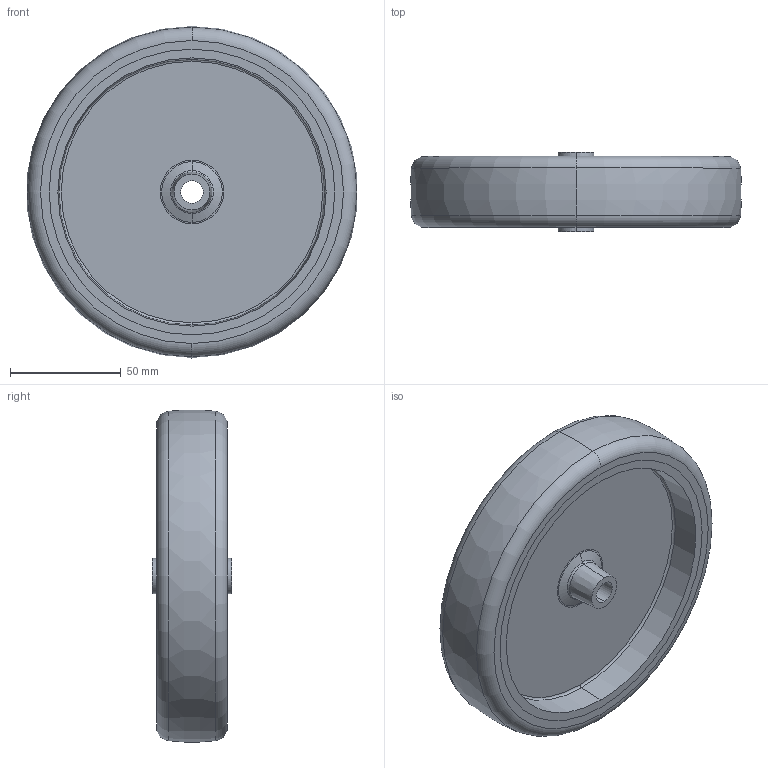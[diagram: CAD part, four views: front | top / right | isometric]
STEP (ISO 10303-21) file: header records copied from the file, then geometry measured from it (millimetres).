
FILE_DESCRIPTION(('STEP AP203'),'1');
FILE_NAME('BZM150WGR.STEP','2023-03-14T12:32:05',(' '),(' '),'Spatial InterOp 3D',' ',' ');
FILE_SCHEMA(('CONFIG_CONTROL_DESIGN'));
Length unit declared in the file: metre
Products named in the file (3): BZM150WGR; THERMOPLASTIC RUBBER TYRE; POLYPROPYLENE RIM
Assembly tree (2 placements, depth 2):
  BZM150WGR
    THERMOPLASTIC RUBBER TYRE
    POLYPROPYLENE RIM
Bounding box: 149.21 x 36 x 149.85 mm (x, y, z)
Volume: 249881.9 mm3; surface area: 85195.1 mm2
Topology: 2 solids, 2 shells, 44 faces, 88 edges, 52 vertices
Faces by surface type: torus 18, cone 12, plane 8, cylinder 6
Entity records: 1320 total; most frequent: DIRECTION 252, CARTESIAN_POINT 187, ORIENTED_EDGE 176, AXIS2_PLACEMENT_3D 117, EDGE_CURVE 88, CIRCLE 70, EDGE_LOOP 52, VERTEX_POINT 52
